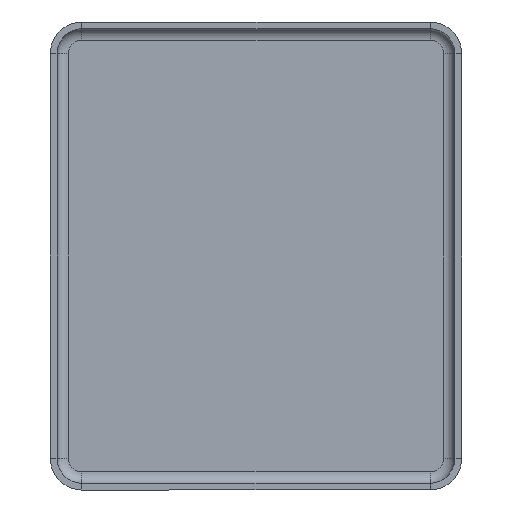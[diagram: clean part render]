
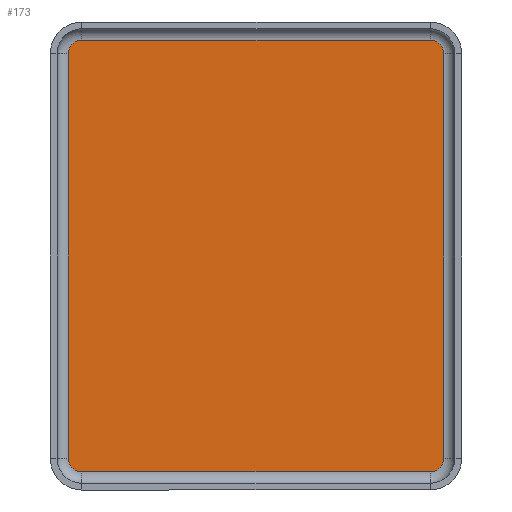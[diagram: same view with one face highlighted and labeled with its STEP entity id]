
A CAD part, front view. The second image highlights one B-rep face of the part: STEP entity #173.
In plain terms, the highlighted planar face has unit normal (0, -1, 0).
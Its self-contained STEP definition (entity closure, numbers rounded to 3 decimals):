
#14 = VERTEX_POINT ( 'NONE', #15 ) ;
#15 = CARTESIAN_POINT ( 'NONE',  ( 7.7, -0.3, 9.55 ) ) ;
#43 = DIRECTION ( 'NONE',  ( 0., 0., -1. ) ) ;
#48 = PLANE ( 'NONE',  #948 ) ;
#60 = VECTOR ( 'NONE', #309, 1000. ) ;
#74 = CIRCLE ( 'NONE', #442, 0.6 ) ;
#88 = ORIENTED_EDGE ( 'NONE', *, *, #848, .F. ) ;
#89 = CIRCLE ( 'NONE', #535, 0.6 ) ;
#103 = CARTESIAN_POINT ( 'NONE',  ( 7.7, -0.3, 8.95 ) ) ;
#108 = DIRECTION ( 'NONE',  ( 0., 1., 0. ) ) ;
#116 = EDGE_CURVE ( 'NONE', #412, #1022, #452, .T. ) ;
#144 = CARTESIAN_POINT ( 'NONE',  ( 7.7, -0.3, -9.55 ) ) ;
#171 = VECTOR ( 'NONE', #974, 1000. ) ;
#173 = ADVANCED_FACE ( 'NONE', ( #766 ), #48, .T. ) ;
#203 = DIRECTION ( 'NONE',  ( 0., 0., -1. ) ) ;
#215 = ORIENTED_EDGE ( 'NONE', *, *, #965, .F. ) ;
#220 = LINE ( 'NONE', #878, #60 ) ;
#222 = DIRECTION ( 'NONE',  ( 0., 1., 0. ) ) ;
#252 = VERTEX_POINT ( 'NONE', #529 ) ;
#254 = CARTESIAN_POINT ( 'NONE',  ( 8.3, -0.3, 8.95 ) ) ;
#259 = CARTESIAN_POINT ( 'NONE',  ( -7.7, -0.3, 9.55 ) ) ;
#276 = DIRECTION ( 'NONE',  ( 0., 0., 1. ) ) ;
#281 = DIRECTION ( 'NONE',  ( 0., 0., 1. ) ) ;
#309 = DIRECTION ( 'NONE',  ( -1., 0., 0. ) ) ;
#315 = AXIS2_PLACEMENT_3D ( 'NONE', #587, #672, #485 ) ;
#319 = DIRECTION ( 'NONE',  ( 0., -1., 0. ) ) ;
#320 = DIRECTION ( 'NONE',  ( 0., 0., 1. ) ) ;
#321 = VERTEX_POINT ( 'NONE', #772 ) ;
#348 = ORIENTED_EDGE ( 'NONE', *, *, #378, .F. ) ;
#361 = VERTEX_POINT ( 'NONE', #417 ) ;
#378 = EDGE_CURVE ( 'NONE', #252, #321, #1053, .T. ) ;
#407 = CARTESIAN_POINT ( 'NONE',  ( 7.7, -0.3, 8.95 ) ) ;
#412 = VERTEX_POINT ( 'NONE', #786 ) ;
#413 = EDGE_CURVE ( 'NONE', #361, #14, #602, .T. ) ;
#417 = CARTESIAN_POINT ( 'NONE',  ( -7.7, -0.3, 9.55 ) ) ;
#442 = AXIS2_PLACEMENT_3D ( 'NONE', #103, #461, #281 ) ;
#452 = CIRCLE ( 'NONE', #315, 0.6 ) ;
#461 = DIRECTION ( 'NONE',  ( 0., 1., 0. ) ) ;
#485 = DIRECTION ( 'NONE',  ( 0., 0., 1. ) ) ;
#529 = CARTESIAN_POINT ( 'NONE',  ( -8.3, -0.3, -8.95 ) ) ;
#531 = ORIENTED_EDGE ( 'NONE', *, *, #646, .F. ) ;
#535 = AXIS2_PLACEMENT_3D ( 'NONE', #1038, #222, #320 ) ;
#546 = VERTEX_POINT ( 'NONE', #254 ) ;
#548 = CARTESIAN_POINT ( 'NONE',  ( -7.7, -0.3, -9.55 ) ) ;
#587 = CARTESIAN_POINT ( 'NONE',  ( 7.7, -0.3, -8.95 ) ) ;
#602 = LINE ( 'NONE', #259, #835 ) ;
#627 = DIRECTION ( 'NONE',  ( 1., 0., 0. ) ) ;
#646 = EDGE_CURVE ( 'NONE', #1022, #842, #220, .T. ) ;
#668 = ORIENTED_EDGE ( 'NONE', *, *, #413, .F. ) ;
#672 = DIRECTION ( 'NONE',  ( 0., 1., 0. ) ) ;
#682 = CARTESIAN_POINT ( 'NONE',  ( -8.3, -0.3, -8.95 ) ) ;
#766 = FACE_OUTER_BOUND ( 'NONE', #936, .T. ) ;
#772 = CARTESIAN_POINT ( 'NONE',  ( -8.3, -0.3, 8.95 ) ) ;
#786 = CARTESIAN_POINT ( 'NONE',  ( 8.3, -0.3, -8.95 ) ) ;
#826 = CARTESIAN_POINT ( 'NONE',  ( -7.7, -0.3, 8.95 ) ) ;
#835 = VECTOR ( 'NONE', #627, 1000. ) ;
#842 = VERTEX_POINT ( 'NONE', #548 ) ;
#848 = EDGE_CURVE ( 'NONE', #546, #412, #1115, .T. ) ;
#864 = EDGE_CURVE ( 'NONE', #321, #361, #872, .T. ) ;
#870 = VECTOR ( 'NONE', #203, 1000. ) ;
#872 = CIRCLE ( 'NONE', #1099, 0.6 ) ;
#878 = CARTESIAN_POINT ( 'NONE',  ( 7.7, -0.3, -9.55 ) ) ;
#921 = CARTESIAN_POINT ( 'NONE',  ( 8.3, -0.3, 8.95 ) ) ;
#936 = EDGE_LOOP ( 'NONE', ( #1018, #668, #1135, #348, #215, #531, #1086, #88 ) ) ;
#945 = EDGE_CURVE ( 'NONE', #14, #546, #74, .T. ) ;
#948 = AXIS2_PLACEMENT_3D ( 'NONE', #407, #319, #43 ) ;
#965 = EDGE_CURVE ( 'NONE', #842, #252, #89, .T. ) ;
#974 = DIRECTION ( 'NONE',  ( 0., 0., 1. ) ) ;
#1018 = ORIENTED_EDGE ( 'NONE', *, *, #945, .F. ) ;
#1022 = VERTEX_POINT ( 'NONE', #144 ) ;
#1038 = CARTESIAN_POINT ( 'NONE',  ( -7.7, -0.3, -8.95 ) ) ;
#1053 = LINE ( 'NONE', #682, #171 ) ;
#1086 = ORIENTED_EDGE ( 'NONE', *, *, #116, .F. ) ;
#1099 = AXIS2_PLACEMENT_3D ( 'NONE', #826, #108, #276 ) ;
#1115 = LINE ( 'NONE', #921, #870 ) ;
#1135 = ORIENTED_EDGE ( 'NONE', *, *, #864, .F. ) ;
